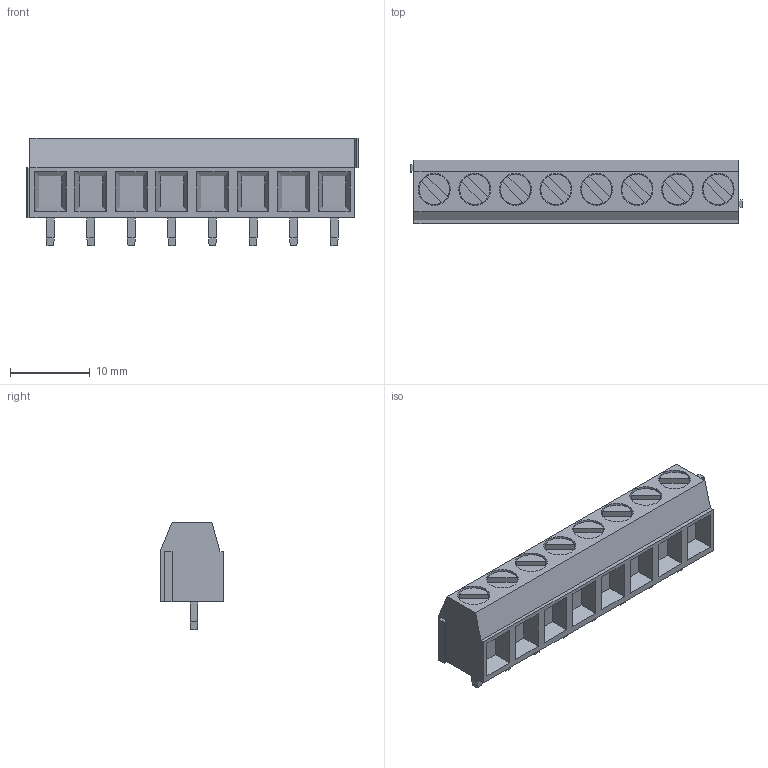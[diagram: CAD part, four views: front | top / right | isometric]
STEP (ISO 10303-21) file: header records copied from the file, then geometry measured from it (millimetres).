
FILE_DESCRIPTION((''),'2;1');
FILE_NAME('WEIDMULLER_1234600000.stp','2012-06-05T12:51:22',(''),(''),'Mechanical Desktop 2011','Mechanical Desktop 2011',', , ');
FILE_SCHEMA(('AUTOMOTIVE_DESIGN { 1 2 10303 214 1 1 1 1 }'));
Length unit declared in the file: millimetre
Products named in the file (1): Product
Bounding box: 41.59 x 8 x 13.5 mm (x, y, z)
Volume: 2702 mm3; surface area: 2751.6 mm2
Topology: 25 solids, 25 shells, 340 faces, 749 edges, 478 vertices
Faces by surface type: plane 306, cylinder 32, bspline 2
Entity records: 9185 total; most frequent: CARTESIAN_POINT 1574, DIRECTION 1523, ORIENTED_EDGE 1498, EDGE_CURVE 749, VECTOR 653, LINE 653, VERTEX_POINT 478, AXIS2_PLACEMENT_3D 435
